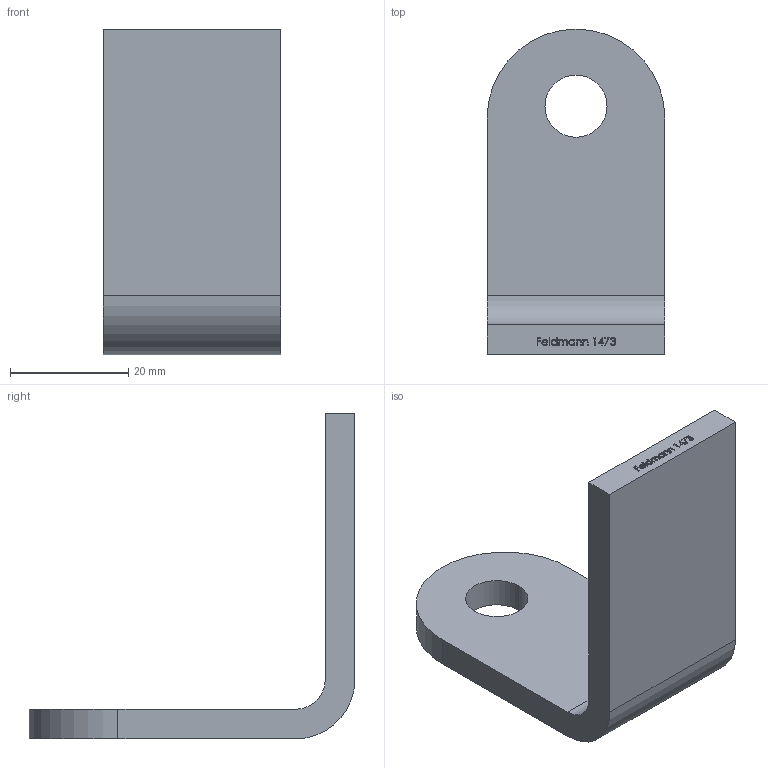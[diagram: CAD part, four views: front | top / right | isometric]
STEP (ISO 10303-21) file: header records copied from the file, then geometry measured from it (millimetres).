
FILE_DESCRIPTION (( 'STEP AP203' ), '1' );
FILE_NAME ('1473.STEP', '2017-07-25T09:39:02', ( '' ), ( '' ), 'SwSTEP 2.0', 'SolidWorks 2015', '' );
FILE_SCHEMA (( 'CONFIG_CONTROL_DESIGN' ));
Length unit declared in the file: millimetre
Products named in the file (1): 1473
Bounding box: 30 x 55 x 55 mm (x, y, z)
Volume: 14350.9 mm3; surface area: 7165.6 mm2
Topology: 1 solids, 1 shells, 173 faces, 465 edges, 310 vertices
Faces by surface type: plane 105, bspline 62, cylinder 6
Entity records: 8396 total; most frequent: CARTESIAN_POINT 4387, ORIENTED_EDGE 930, DIRECTION 577, EDGE_CURVE 465, LINE 329, VECTOR 329, VERTEX_POINT 310, EDGE_LOOP 191
